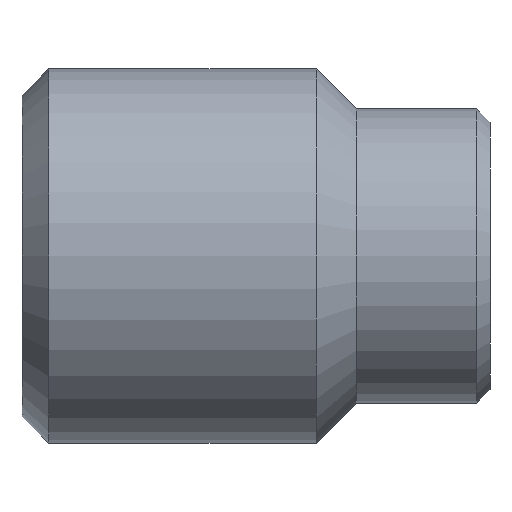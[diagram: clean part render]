
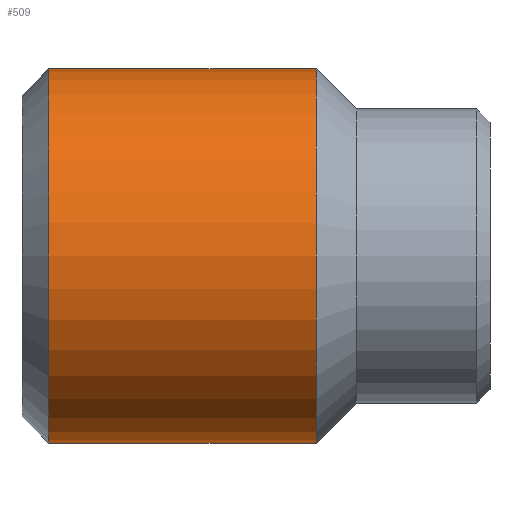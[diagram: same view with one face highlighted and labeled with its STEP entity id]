
A CAD part, left-side view. The second image highlights one B-rep face of the part: STEP entity #509.
In plain terms, the highlighted cylindrical face has radius 3.556 mm (diameter 7.112 mm), a partial arc.
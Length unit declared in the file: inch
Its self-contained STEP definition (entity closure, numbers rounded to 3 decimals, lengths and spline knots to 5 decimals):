
#22 = CARTESIAN_POINT ( 'NONE',  ( -0.89363, 0.6158, 0.29849 ) ) ;
#24 = DIRECTION ( 'NONE',  ( 0., 0., 1. ) ) ;
#82 = CARTESIAN_POINT ( 'NONE',  ( -0.89363, 0.4158, 0.15849 ) ) ;
#83 = DIRECTION ( 'NONE',  ( 0., 1., 0. ) ) ;
#85 = CARTESIAN_POINT ( 'NONE',  ( -0.89363, 0.77987, 0.15849 ) ) ;
#95 = DIRECTION ( 'NONE',  ( 0., 0., 1. ) ) ;
#119 = DIRECTION ( 'NONE',  ( 0., 0., 1. ) ) ;
#154 = CARTESIAN_POINT ( 'NONE',  ( -0.89363, 0.4158, 0.29849 ) ) ;
#201 = DIRECTION ( 'NONE',  ( 0., 1., 0. ) ) ;
#212 = DIRECTION ( 'NONE',  ( 0., 1., 0. ) ) ;
#213 = DIRECTION ( 'NONE',  ( 0., 1., 0. ) ) ;
#217 = CARTESIAN_POINT ( 'NONE',  ( -0.89363, 0.4158, 0.01849 ) ) ;
#236 = CARTESIAN_POINT ( 'NONE',  ( -0.89363, 0.6158, 0.15849 ) ) ;
#252 = CARTESIAN_POINT ( 'NONE',  ( -0.89363, 0.77987, 0.01849 ) ) ;
#280 = CARTESIAN_POINT ( 'NONE',  ( -0.89363, 0.77987, 0.29849 ) ) ;
#293 = DIRECTION ( 'NONE',  ( 0., 1., 0. ) ) ;
#327 = CARTESIAN_POINT ( 'NONE',  ( -0.89363, 0.6158, 0.01849 ) ) ;
#351 = VECTOR ( 'NONE', #213, 39.37008 ) ;
#447 = VECTOR ( 'NONE', #83, 39.37008 ) ;
#458 = EDGE_CURVE ( 'NONE', #744, #765, #708, .T. ) ;
#474 = EDGE_CURVE ( 'NONE', #740, #760, #646, .T. ) ;
#509 = ADVANCED_FACE ( 'NONE', ( #895 ), #871, .T. ) ;
#539 = EDGE_CURVE ( 'NONE', #744, #740, #592, .T. ) ;
#543 = EDGE_CURVE ( 'NONE', #765, #760, #584, .T. ) ;
#558 = AXIS2_PLACEMENT_3D ( 'NONE', #82, #212, #95 ) ;
#563 = AXIS2_PLACEMENT_3D ( 'NONE', #236, #201, #24 ) ;
#584 = CIRCLE ( 'NONE', #563, 0.14 ) ;
#592 = CIRCLE ( 'NONE', #558, 0.14 ) ;
#598 = AXIS2_PLACEMENT_3D ( 'NONE', #85, #293, #119 ) ;
#646 = LINE ( 'NONE', #280, #351 ) ;
#708 = LINE ( 'NONE', #252, #447 ) ;
#740 = VERTEX_POINT ( 'NONE', #154 ) ;
#744 = VERTEX_POINT ( 'NONE', #217 ) ;
#753 = ORIENTED_EDGE ( 'NONE', *, *, #543, .F. ) ;
#760 = VERTEX_POINT ( 'NONE', #22 ) ;
#765 = VERTEX_POINT ( 'NONE', #327 ) ;
#774 = EDGE_LOOP ( 'NONE', ( #811, #804, #779, #753 ) ) ;
#779 = ORIENTED_EDGE ( 'NONE', *, *, #474, .T. ) ;
#804 = ORIENTED_EDGE ( 'NONE', *, *, #539, .T. ) ;
#811 = ORIENTED_EDGE ( 'NONE', *, *, #458, .F. ) ;
#871 = CYLINDRICAL_SURFACE ( 'NONE', #598, 0.14 ) ;
#895 = FACE_OUTER_BOUND ( 'NONE', #774, .T. ) ;
